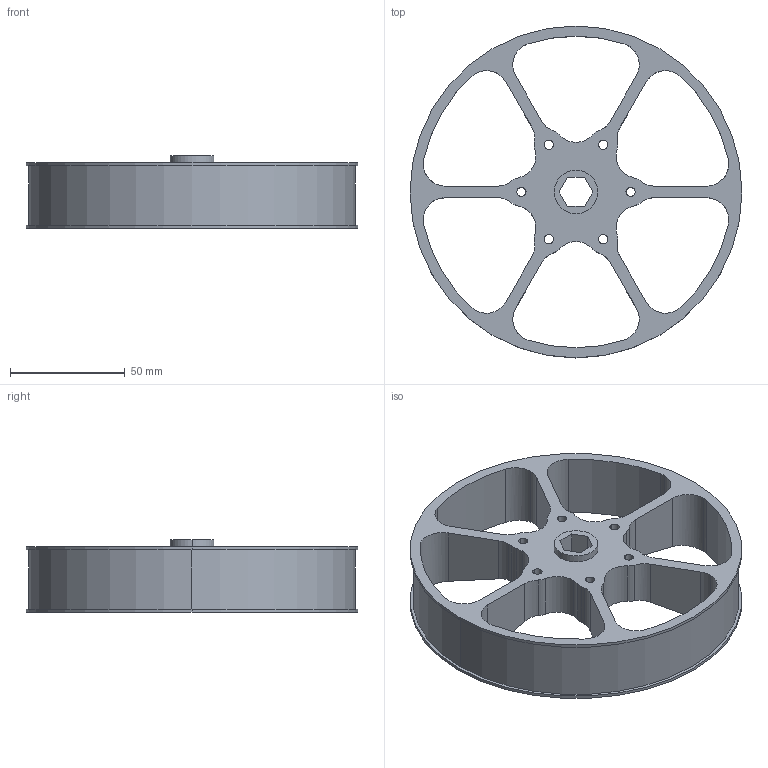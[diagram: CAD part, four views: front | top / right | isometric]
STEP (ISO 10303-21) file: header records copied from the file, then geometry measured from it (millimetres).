
FILE_DESCRIPTION (( 'STEP AP203' ), '1' );
FILE_NAME ('am-0095b 6in Perf 500 Hex REV3.STEP', '2018-09-21T14:10:57', ( '' ), ( '' ), 'SwSTEP 2.0', 'SolidWorks 2018', '' );
FILE_SCHEMA (( 'CONFIG_CONTROL_DESIGN' ));
Length unit declared in the file: inch
Products named in the file (1): am-0095b 6in Perf 500 Hex REV3
Bounding box: 144.78 x 144.78 x 31.75 mm (x, y, z)
Volume: 114892.7 mm3; surface area: 50737.1 mm2
Topology: 1 solids, 1 shells, 111 faces, 332 edges, 221 vertices
Faces by surface type: cylinder 78, plane 24, torus 7, cone 2
Entity records: 4313 total; most frequent: CARTESIAN_POINT 1141, ORIENTED_EDGE 664, DIRECTION 658, EDGE_CURVE 332, AXIS2_PLACEMENT_3D 268, VERTEX_POINT 221, CIRCLE 156, EDGE_LOOP 135
